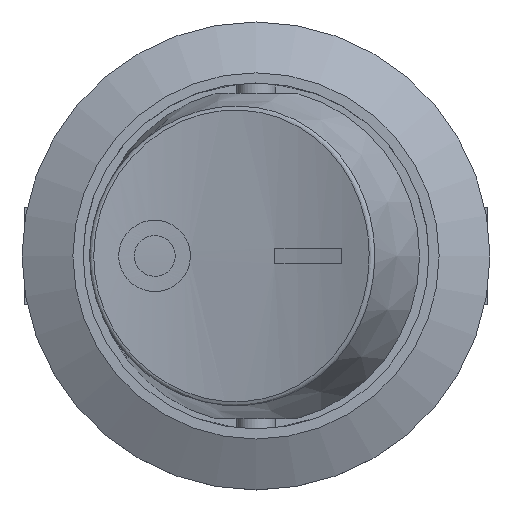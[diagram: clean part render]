
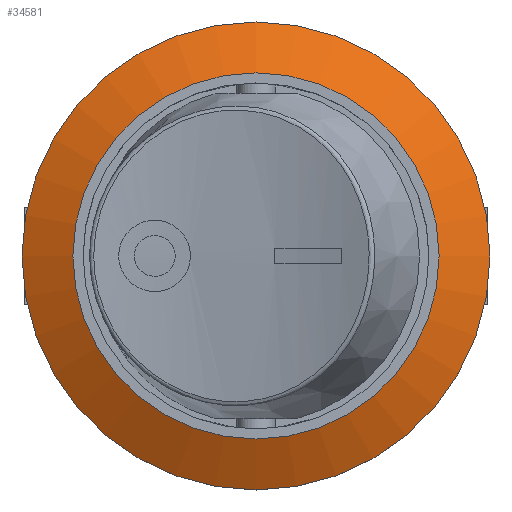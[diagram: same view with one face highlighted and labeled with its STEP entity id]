
A CAD part, top view. The second image highlights one B-rep face of the part: STEP entity #34581.
In plain terms, the highlighted conical face has half-angle 63.435 degrees and reference radius 25.4 mm.
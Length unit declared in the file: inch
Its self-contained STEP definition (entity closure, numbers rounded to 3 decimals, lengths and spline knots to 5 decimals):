
#34547=CARTESIAN_POINT('',(-0.35433,0.0,0.64961));
#34548=VERTEX_POINT('',#34547);
#34549=CARTESIAN_POINT('',(0.,0.0,0.64961));
#34550=DIRECTION('',(0.0,0.0,-1.0));
#34551=DIRECTION('',(-1.0,0.0,0.0));
#34552=AXIS2_PLACEMENT_3D('',#34549,#34550,#34551);
#34553=CIRCLE('',#34552,0.35433);
#34554=EDGE_CURVE('',#34548,#34548,#34553,.T.);
#34562=CARTESIAN_POINT('',(0.,0.0,0.32677));
#34563=DIRECTION('',(0.0,0.0,-1.0));
#34564=DIRECTION('',(-1.0,0.0,0.0));
#34565=AXIS2_PLACEMENT_3D('',#34562,#34563,#34564);
#34566=CONICAL_SURFACE('',#34565,1.0,63.435);
#34567=CARTESIAN_POINT('',(-0.45276,0.0,0.60039));
#34568=VERTEX_POINT('',#34567);
#34569=CARTESIAN_POINT('',(0.,0.0,0.60039));
#34570=DIRECTION('',(0.0,0.0,-1.0));
#34571=DIRECTION('',(-1.0,0.0,0.0));
#34572=AXIS2_PLACEMENT_3D('',#34569,#34570,#34571);
#34573=CIRCLE('',#34572,0.45276);
#34574=EDGE_CURVE('',#34568,#34568,#34573,.T.);
#34575=ORIENTED_EDGE('',*,*,#34574,.F.);
#34576=EDGE_LOOP('',(#34575));
#34577=FACE_OUTER_BOUND('',#34576,.T.);
#34578=ORIENTED_EDGE('',*,*,#34554,.T.);
#34579=EDGE_LOOP('',(#34578));
#34580=FACE_BOUND('',#34579,.T.);
#34581=ADVANCED_FACE('',(#34577,#34580),#34566,.T.);
